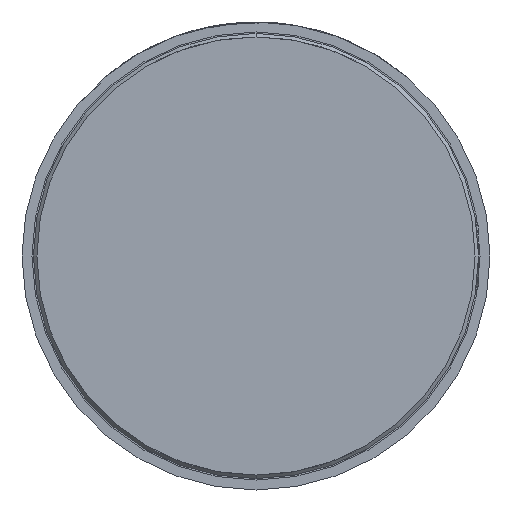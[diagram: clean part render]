
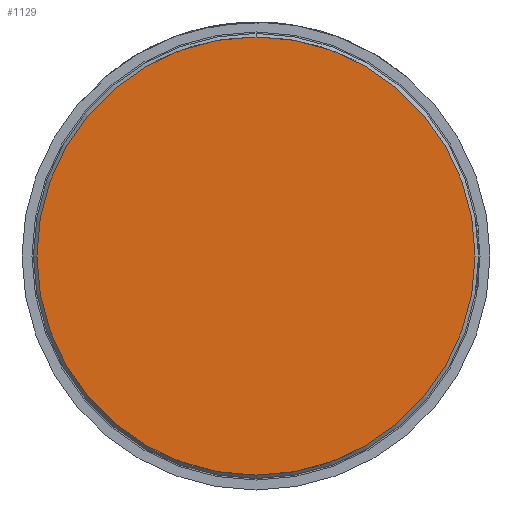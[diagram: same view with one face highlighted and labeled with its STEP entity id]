
A CAD part, front view. The second image highlights one B-rep face of the part: STEP entity #1129.
In plain terms, the highlighted planar face has unit normal (0, -1, 0).
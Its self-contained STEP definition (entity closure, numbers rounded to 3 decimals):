
#72 = VERTEX_POINT ( 'NONE', #2737 ) ;
#275 = CIRCLE ( 'NONE', #4434, 2.2 ) ;
#804 = DIRECTION ( 'NONE',  ( -1., 0., 0. ) ) ;
#1129 = ADVANCED_FACE ( 'Defeature ausgef�hrt1_0', ( #1841 ), #1397, .F. ) ;
#1235 = AXIS2_PLACEMENT_3D ( 'NONE', #2294, #4252, #804 ) ;
#1397 = PLANE ( 'NONE',  #2489 ) ;
#1787 = DIRECTION ( 'NONE',  ( 0., -1., 0. ) ) ;
#1841 = FACE_OUTER_BOUND ( 'NONE', #3689, .T. ) ;
#2065 = DIRECTION ( 'NONE',  ( 0., 1., 0. ) ) ;
#2294 = CARTESIAN_POINT ( 'NONE',  ( 0., 0., 0. ) ) ;
#2489 = AXIS2_PLACEMENT_3D ( 'NONE', #3680, #2065, #3237 ) ;
#2647 = EDGE_CURVE ( 'Defeature ausgef�hrt1_0+Defeature ausgef�hrt1_7+Defeature ausgef�hrt1_7+Defeature ausgef�hrt1_7', #72, #4811, #4507, .T. ) ;
#2737 = CARTESIAN_POINT ( 'NONE',  ( 2.2, 0., 0. ) ) ;
#2738 = CARTESIAN_POINT ( 'NONE',  ( -2.2, 0., 0. ) ) ;
#2965 = CARTESIAN_POINT ( 'NONE',  ( 0., 0., 0. ) ) ;
#3237 = DIRECTION ( 'NONE',  ( 1., 0., 0. ) ) ;
#3680 = CARTESIAN_POINT ( 'NONE',  ( 0., 0., -1.9 ) ) ;
#3689 = EDGE_LOOP ( 'NONE', ( #3880, #4495 ) ) ;
#3880 = ORIENTED_EDGE ( 'NONE', *, *, #4504, .T. ) ;
#4252 = DIRECTION ( 'NONE',  ( 0., -1., 0. ) ) ;
#4434 = AXIS2_PLACEMENT_3D ( 'NONE', #2965, #1787, #4934 ) ;
#4495 = ORIENTED_EDGE ( 'NONE', *, *, #2647, .T. ) ;
#4504 = EDGE_CURVE ( 'Defeature ausgef�hrt1_0+Defeature ausgef�hrt1_7+Defeature ausgef�hrt1_7+Defeature ausgef�hrt1_7', #4811, #72, #275, .T. ) ;
#4507 = CIRCLE ( 'NONE', #1235, 2.2 ) ;
#4811 = VERTEX_POINT ( 'NONE', #2738 ) ;
#4934 = DIRECTION ( 'NONE',  ( -1., 0., 0. ) ) ;
